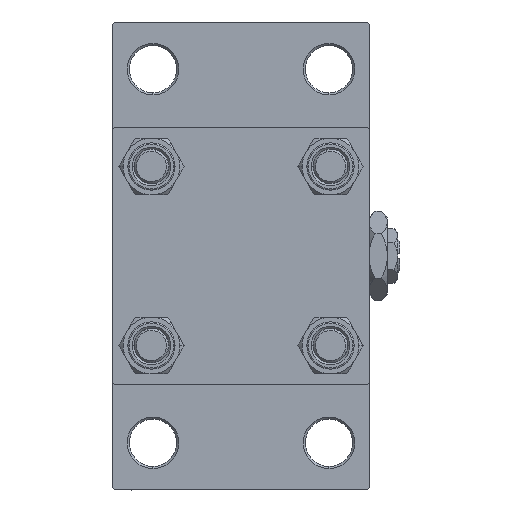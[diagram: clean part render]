
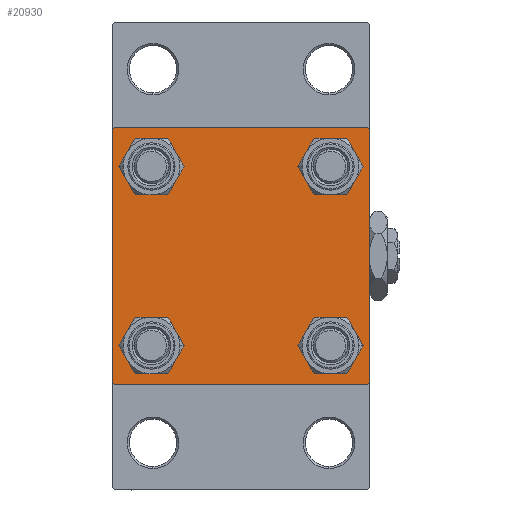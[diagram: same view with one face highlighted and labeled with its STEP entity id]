
A CAD part, left-side view. The second image highlights one B-rep face of the part: STEP entity #20930.
In plain terms, the highlighted planar face has unit normal (-1, 0, 0).
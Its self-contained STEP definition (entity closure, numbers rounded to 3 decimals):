
#175 = AXIS2_PLACEMENT_3D ( 'NONE', #37137, #2544, #48028 ) ;
#451 = EDGE_CURVE ( 'NONE', #13921, #35244, #13860, .T. ) ;
#631 = CARTESIAN_POINT ( 'NONE',  ( 0., -20.85, -25.35 ) ) ;
#1719 = LINE ( 'NONE', #36818, #21962 ) ;
#1968 = FACE_OUTER_BOUND ( 'NONE', #36827, .T. ) ;
#2049 = EDGE_LOOP ( 'NONE', ( #45735, #20715 ) ) ;
#2544 = DIRECTION ( 'NONE',  ( 1., 0., 0. ) ) ;
#3055 = DIRECTION ( 'NONE',  ( 0., 0., 1. ) ) ;
#3088 = VERTEX_POINT ( 'NONE', #631 ) ;
#3111 = VERTEX_POINT ( 'NONE', #39993 ) ;
#3609 = EDGE_CURVE ( 'NONE', #21737, #25155, #9387, .T. ) ;
#3696 = EDGE_CURVE ( 'NONE', #12887, #3111, #9470, .T. ) ;
#3971 = AXIS2_PLACEMENT_3D ( 'NONE', #46988, #27292, #16163 ) ;
#4160 = CARTESIAN_POINT ( 'NONE',  ( 0., 30., -29.5 ) ) ;
#4169 = CARTESIAN_POINT ( 'NONE',  ( 0., -29.5, 30. ) ) ;
#5458 = EDGE_CURVE ( 'NONE', #3111, #12887, #15175, .T. ) ;
#5461 = DIRECTION ( 'NONE',  ( 0., 0., 1. ) ) ;
#5779 = FACE_BOUND ( 'NONE', #23557, .T. ) ;
#6297 = CARTESIAN_POINT ( 'NONE',  ( 0., 30., -30. ) ) ;
#6652 = CIRCLE ( 'NONE', #33250, 4.5 ) ;
#6958 = EDGE_CURVE ( 'NONE', #8949, #3088, #44248, .T. ) ;
#7677 = EDGE_CURVE ( 'NONE', #16586, #33265, #25716, .T. ) ;
#7766 = CARTESIAN_POINT ( 'NONE',  ( 0., 29.75, 29.75 ) ) ;
#7794 = VERTEX_POINT ( 'NONE', #43678 ) ;
#7963 = CARTESIAN_POINT ( 'NONE',  ( 0., -29.75, -29.75 ) ) ;
#8057 = ORIENTED_EDGE ( 'NONE', *, *, #6958, .T. ) ;
#8908 = ORIENTED_EDGE ( 'NONE', *, *, #23705, .F. ) ;
#8949 = VERTEX_POINT ( 'NONE', #12088 ) ;
#9387 = LINE ( 'NONE', #48794, #27226 ) ;
#9470 = CIRCLE ( 'NONE', #15926, 4.5 ) ;
#10053 = DIRECTION ( 'NONE',  ( 0., 0., 1. ) ) ;
#10269 = DIRECTION ( 'NONE',  ( 0., 0., -1. ) ) ;
#10522 = LINE ( 'NONE', #44867, #26594 ) ;
#10799 = DIRECTION ( 'NONE',  ( -1., 0., 0. ) ) ;
#11129 = VECTOR ( 'NONE', #23969, 1000. ) ;
#11744 = LINE ( 'NONE', #7963, #14755 ) ;
#12088 = CARTESIAN_POINT ( 'NONE',  ( 0., -20.85, -16.35 ) ) ;
#12887 = VERTEX_POINT ( 'NONE', #20346 ) ;
#12908 = ORIENTED_EDGE ( 'NONE', *, *, #41945, .F. ) ;
#13168 = LINE ( 'NONE', #48020, #38358 ) ;
#13577 = ORIENTED_EDGE ( 'NONE', *, *, #35623, .T. ) ;
#13615 = AXIS2_PLACEMENT_3D ( 'NONE', #34201, #19775, #45833 ) ;
#13774 = DIRECTION ( 'NONE',  ( 1., 0., 0. ) ) ;
#13860 = LINE ( 'NONE', #6297, #43215 ) ;
#13921 = VERTEX_POINT ( 'NONE', #47153 ) ;
#14569 = DIRECTION ( 'NONE',  ( 0., 0.707, -0.707 ) ) ;
#14755 = VECTOR ( 'NONE', #34729, 1000. ) ;
#15175 = CIRCLE ( 'NONE', #45824, 4.5 ) ;
#15181 = DIRECTION ( 'NONE',  ( 1., 0., 0. ) ) ;
#15750 = CARTESIAN_POINT ( 'NONE',  ( 0., -20.85, 25.35 ) ) ;
#15926 = AXIS2_PLACEMENT_3D ( 'NONE', #23002, #15181, #3055 ) ;
#16163 = DIRECTION ( 'NONE',  ( 0., 0., 1. ) ) ;
#16586 = VERTEX_POINT ( 'NONE', #16847 ) ;
#16636 = LINE ( 'NONE', #27765, #11129 ) ;
#16847 = CARTESIAN_POINT ( 'NONE',  ( 0., 20.85, 25.35 ) ) ;
#17204 = VECTOR ( 'NONE', #14569, 1000. ) ;
#17912 = CARTESIAN_POINT ( 'NONE',  ( 0., 20.85, -20.85 ) ) ;
#19680 = AXIS2_PLACEMENT_3D ( 'NONE', #40277, #13774, #5461 ) ;
#19775 = DIRECTION ( 'NONE',  ( 1., 0., 0. ) ) ;
#20313 = CARTESIAN_POINT ( 'NONE',  ( 0., -20.85, -20.85 ) ) ;
#20346 = CARTESIAN_POINT ( 'NONE',  ( 0., 20.85, -25.35 ) ) ;
#20715 = ORIENTED_EDGE ( 'NONE', *, *, #33212, .T. ) ;
#20930 = ADVANCED_FACE ( 'NONE', ( #5779, #29989, #25452, #45148, #1968 ), #29249, .T. ) ;
#21737 = VERTEX_POINT ( 'NONE', #31113 ) ;
#21962 = VECTOR ( 'NONE', #48712, 1000. ) ;
#22179 = DIRECTION ( 'NONE',  ( 0., -1., 0. ) ) ;
#22186 = CARTESIAN_POINT ( 'NONE',  ( 0., -30., -29.5 ) ) ;
#22483 = AXIS2_PLACEMENT_3D ( 'NONE', #20313, #30947, #35726 ) ;
#22893 = EDGE_CURVE ( 'NONE', #43239, #7794, #43467, .T. ) ;
#23002 = CARTESIAN_POINT ( 'NONE',  ( 0., 20.85, -20.85 ) ) ;
#23159 = ORIENTED_EDGE ( 'NONE', *, *, #3609, .T. ) ;
#23242 = CARTESIAN_POINT ( 'NONE',  ( 0., 30., 29.5 ) ) ;
#23557 = EDGE_LOOP ( 'NONE', ( #49843, #26612 ) ) ;
#23705 = EDGE_CURVE ( 'NONE', #38665, #25155, #16636, .T. ) ;
#23969 = DIRECTION ( 'NONE',  ( 0., -1., 0. ) ) ;
#24110 = ORIENTED_EDGE ( 'NONE', *, *, #40216, .T. ) ;
#24996 = DIRECTION ( 'NONE',  ( 1., 0., 0. ) ) ;
#25155 = VERTEX_POINT ( 'NONE', #4169 ) ;
#25452 = FACE_BOUND ( 'NONE', #46247, .T. ) ;
#25716 = CIRCLE ( 'NONE', #3971, 4.5 ) ;
#26594 = VECTOR ( 'NONE', #10269, 1000. ) ;
#26612 = ORIENTED_EDGE ( 'NONE', *, *, #37035, .T. ) ;
#26762 = EDGE_LOOP ( 'NONE', ( #8057, #46738 ) ) ;
#27226 = VECTOR ( 'NONE', #37153, 1000. ) ;
#27261 = AXIS2_PLACEMENT_3D ( 'NONE', #29737, #10799, #10053 ) ;
#27292 = DIRECTION ( 'NONE',  ( 1., 0., 0. ) ) ;
#27765 = CARTESIAN_POINT ( 'NONE',  ( 0., 30., 30. ) ) ;
#28411 = EDGE_CURVE ( 'NONE', #33327, #39182, #10522, .T. ) ;
#28486 = CARTESIAN_POINT ( 'NONE',  ( 0., -20.85, 20.85 ) ) ;
#29249 = PLANE ( 'NONE',  #27261 ) ;
#29378 = CIRCLE ( 'NONE', #19680, 4.5 ) ;
#29737 = CARTESIAN_POINT ( 'NONE',  ( 0., 0., 0. ) ) ;
#29989 = FACE_BOUND ( 'NONE', #26762, .T. ) ;
#30947 = DIRECTION ( 'NONE',  ( 1., 0., 0. ) ) ;
#31113 = CARTESIAN_POINT ( 'NONE',  ( 0., -30., 29.5 ) ) ;
#31526 = DIRECTION ( 'NONE',  ( 1., 0., 0. ) ) ;
#33212 = EDGE_CURVE ( 'NONE', #33265, #16586, #41283, .T. ) ;
#33250 = AXIS2_PLACEMENT_3D ( 'NONE', #28486, #31526, #46702 ) ;
#33265 = VERTEX_POINT ( 'NONE', #45992 ) ;
#33327 = VERTEX_POINT ( 'NONE', #23242 ) ;
#34201 = CARTESIAN_POINT ( 'NONE',  ( 0., -20.85, 20.85 ) ) ;
#34729 = DIRECTION ( 'NONE',  ( 0., -0.707, 0.707 ) ) ;
#34880 = EDGE_CURVE ( 'NONE', #39182, #13921, #1719, .T. ) ;
#35244 = VERTEX_POINT ( 'NONE', #44831 ) ;
#35623 = EDGE_CURVE ( 'NONE', #35244, #48962, #11744, .T. ) ;
#35726 = DIRECTION ( 'NONE',  ( 0., 0., 1. ) ) ;
#36818 = CARTESIAN_POINT ( 'NONE',  ( 0., 29.75, -29.75 ) ) ;
#36827 = EDGE_LOOP ( 'NONE', ( #37533, #40912, #43635, #13577, #12908, #23159, #8908, #24110 ) ) ;
#37035 = EDGE_CURVE ( 'NONE', #7794, #43239, #6652, .T. ) ;
#37137 = CARTESIAN_POINT ( 'NONE',  ( 0., 20.85, 20.85 ) ) ;
#37153 = DIRECTION ( 'NONE',  ( 0., 0.707, 0.707 ) ) ;
#37427 = CARTESIAN_POINT ( 'NONE',  ( 0., 29.5, 30. ) ) ;
#37533 = ORIENTED_EDGE ( 'NONE', *, *, #28411, .T. ) ;
#37545 = LINE ( 'NONE', #7766, #17204 ) ;
#38218 = ORIENTED_EDGE ( 'NONE', *, *, #3696, .T. ) ;
#38358 = VECTOR ( 'NONE', #39915, 1000. ) ;
#38665 = VERTEX_POINT ( 'NONE', #37427 ) ;
#39182 = VERTEX_POINT ( 'NONE', #4160 ) ;
#39915 = DIRECTION ( 'NONE',  ( 0., 0., -1. ) ) ;
#39993 = CARTESIAN_POINT ( 'NONE',  ( 0., 20.85, -16.35 ) ) ;
#40216 = EDGE_CURVE ( 'NONE', #38665, #33327, #37545, .T. ) ;
#40277 = CARTESIAN_POINT ( 'NONE',  ( 0., -20.85, -20.85 ) ) ;
#40912 = ORIENTED_EDGE ( 'NONE', *, *, #34880, .T. ) ;
#41283 = CIRCLE ( 'NONE', #175, 4.5 ) ;
#41945 = EDGE_CURVE ( 'NONE', #21737, #48962, #13168, .T. ) ;
#43215 = VECTOR ( 'NONE', #22179, 1000. ) ;
#43239 = VERTEX_POINT ( 'NONE', #15750 ) ;
#43467 = CIRCLE ( 'NONE', #13615, 4.5 ) ;
#43635 = ORIENTED_EDGE ( 'NONE', *, *, #451, .T. ) ;
#43678 = CARTESIAN_POINT ( 'NONE',  ( 0., -20.85, 16.35 ) ) ;
#44248 = CIRCLE ( 'NONE', #22483, 4.5 ) ;
#44831 = CARTESIAN_POINT ( 'NONE',  ( 0., -29.5, -30. ) ) ;
#44867 = CARTESIAN_POINT ( 'NONE',  ( 0., 30., 30. ) ) ;
#45148 = FACE_BOUND ( 'NONE', #2049, .T. ) ;
#45735 = ORIENTED_EDGE ( 'NONE', *, *, #7677, .T. ) ;
#45824 = AXIS2_PLACEMENT_3D ( 'NONE', #17912, #24996, #48755 ) ;
#45833 = DIRECTION ( 'NONE',  ( 0., 0., 1. ) ) ;
#45992 = CARTESIAN_POINT ( 'NONE',  ( 0., 20.85, 16.35 ) ) ;
#46247 = EDGE_LOOP ( 'NONE', ( #47204, #38218 ) ) ;
#46702 = DIRECTION ( 'NONE',  ( 0., 0., 1. ) ) ;
#46738 = ORIENTED_EDGE ( 'NONE', *, *, #47735, .T. ) ;
#46988 = CARTESIAN_POINT ( 'NONE',  ( 0., 20.85, 20.85 ) ) ;
#47153 = CARTESIAN_POINT ( 'NONE',  ( 0., 29.5, -30. ) ) ;
#47204 = ORIENTED_EDGE ( 'NONE', *, *, #5458, .T. ) ;
#47735 = EDGE_CURVE ( 'NONE', #3088, #8949, #29378, .T. ) ;
#48020 = CARTESIAN_POINT ( 'NONE',  ( 0., -30., 30. ) ) ;
#48028 = DIRECTION ( 'NONE',  ( 0., 0., 1. ) ) ;
#48712 = DIRECTION ( 'NONE',  ( 0., -0.707, -0.707 ) ) ;
#48755 = DIRECTION ( 'NONE',  ( 0., 0., 1. ) ) ;
#48794 = CARTESIAN_POINT ( 'NONE',  ( 0., -29.75, 29.75 ) ) ;
#48962 = VERTEX_POINT ( 'NONE', #22186 ) ;
#49843 = ORIENTED_EDGE ( 'NONE', *, *, #22893, .T. ) ;
